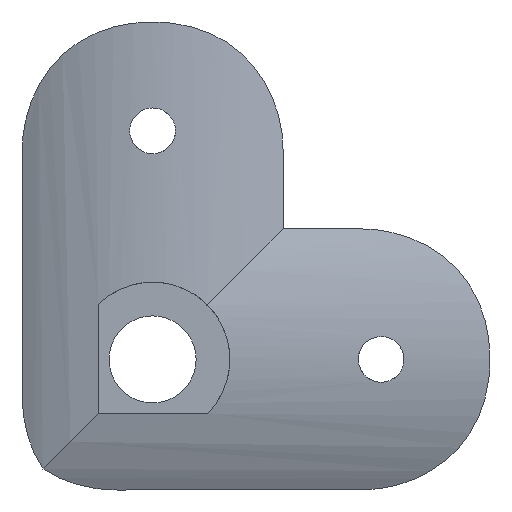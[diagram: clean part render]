
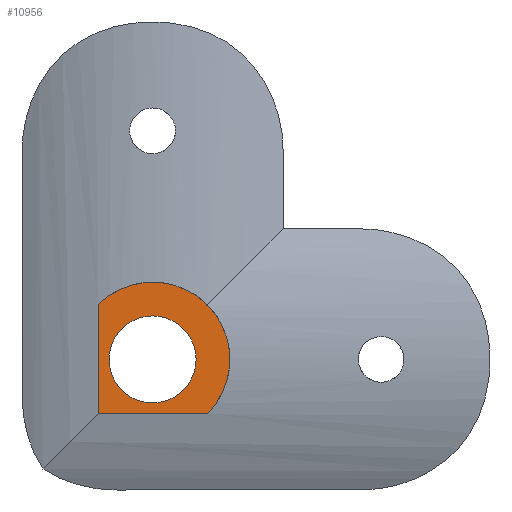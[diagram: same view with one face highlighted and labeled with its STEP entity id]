
A CAD part, front view. The second image highlights one B-rep face of the part: STEP entity #10956.
In plain terms, the highlighted planar face has unit normal (0, -1, 0).
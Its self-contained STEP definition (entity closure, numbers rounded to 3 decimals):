
#49 = CARTESIAN_POINT ( 'NONE',  ( 5.075, 0.5, -4.965 ) ) ;
#542 = ORIENTED_EDGE ( 'NONE', *, *, #12732, .F. ) ;
#582 = EDGE_CURVE ( 'NONE', #975, #8556, #6468, .T. ) ;
#655 = CARTESIAN_POINT ( 'NONE',  ( -4.965, 0.5, -4.965 ) ) ;
#675 = FACE_OUTER_BOUND ( 'NONE', #4769, .T. ) ;
#975 = VERTEX_POINT ( 'NONE', #49 ) ;
#993 = AXIS2_PLACEMENT_3D ( 'NONE', #6169, #11265, #9337 ) ;
#1054 = DIRECTION ( 'NONE',  ( 0., 0., 1. ) ) ;
#1087 = DIRECTION ( 'NONE',  ( 0., 0., -1. ) ) ;
#1181 = ORIENTED_EDGE ( 'NONE', *, *, #8564, .F. ) ;
#1306 = CARTESIAN_POINT ( 'NONE',  ( 0., 0.5, -4. ) ) ;
#1531 = VERTEX_POINT ( 'NONE', #655 ) ;
#1551 = VERTEX_POINT ( 'NONE', #4772 ) ;
#1604 = EDGE_LOOP ( 'NONE', ( #5355, #542 ) ) ;
#1683 = LINE ( 'NONE', #10023, #2128 ) ;
#1694 = CARTESIAN_POINT ( 'NONE',  ( 0., 0.5, 4. ) ) ;
#2128 = VECTOR ( 'NONE', #1054, 1000. ) ;
#2515 = DIRECTION ( 'NONE',  ( 0., 0., -1. ) ) ;
#2571 = AXIS2_PLACEMENT_3D ( 'NONE', #8040, #8894, #1087 ) ;
#2988 = CARTESIAN_POINT ( 'NONE',  ( 4.965, 0.5, 5.075 ) ) ;
#3193 = ORIENTED_EDGE ( 'NONE', *, *, #3194, .F. ) ;
#3194 = EDGE_CURVE ( 'NONE', #4199, #6202, #12027, .T. ) ;
#3578 = CARTESIAN_POINT ( 'NONE',  ( 0., 0.5, -4.965 ) ) ;
#3765 = EDGE_CURVE ( 'NONE', #7600, #1551, #4988, .T. ) ;
#4199 = VERTEX_POINT ( 'NONE', #2988 ) ;
#4275 = EDGE_CURVE ( 'NONE', #8556, #6202, #12030, .T. ) ;
#4455 = AXIS2_PLACEMENT_3D ( 'NONE', #1694, #8698, #10766 ) ;
#4668 = PLANE ( 'NONE',  #4455 ) ;
#4700 = DIRECTION ( 'NONE',  ( 0., -1., 0. ) ) ;
#4769 = EDGE_LOOP ( 'NONE', ( #5538, #3193, #8829, #1181, #9321, #10084 ) ) ;
#4772 = CARTESIAN_POINT ( 'NONE',  ( 0., 0.5, 4. ) ) ;
#4968 = CARTESIAN_POINT ( 'NONE',  ( 4.965, 0.5, 4.965 ) ) ;
#4988 = CIRCLE ( 'NONE', #2571, 4. ) ;
#5024 = CARTESIAN_POINT ( 'NONE',  ( 4.965, 0.5, -24.819 ) ) ;
#5355 = ORIENTED_EDGE ( 'NONE', *, *, #3765, .F. ) ;
#5538 = ORIENTED_EDGE ( 'NONE', *, *, #4275, .T. ) ;
#5671 = CARTESIAN_POINT ( 'NONE',  ( 0., 0.5, 0. ) ) ;
#5712 = FACE_BOUND ( 'NONE', #1604, .T. ) ;
#5965 = DIRECTION ( 'NONE',  ( 0., 0., -1. ) ) ;
#6169 = CARTESIAN_POINT ( 'NONE',  ( 0., 0.5, 0. ) ) ;
#6202 = VERTEX_POINT ( 'NONE', #4968 ) ;
#6468 = CIRCLE ( 'NONE', #6767, 7.1 ) ;
#6767 = AXIS2_PLACEMENT_3D ( 'NONE', #10843, #11812, #7862 ) ;
#7571 = CARTESIAN_POINT ( 'NONE',  ( -4.965, 0.5, 5.075 ) ) ;
#7600 = VERTEX_POINT ( 'NONE', #1306 ) ;
#7862 = DIRECTION ( 'NONE',  ( 0., 0., -1. ) ) ;
#8040 = CARTESIAN_POINT ( 'NONE',  ( 0., 0.5, 0. ) ) ;
#8173 = CARTESIAN_POINT ( 'NONE',  ( 5.075, 0.5, 4.965 ) ) ;
#8213 = LINE ( 'NONE', #3578, #9889 ) ;
#8556 = VERTEX_POINT ( 'NONE', #8173 ) ;
#8564 = EDGE_CURVE ( 'NONE', #1531, #11790, #1683, .T. ) ;
#8698 = DIRECTION ( 'NONE',  ( 0., -1., 0. ) ) ;
#8829 = ORIENTED_EDGE ( 'NONE', *, *, #10021, .T. ) ;
#8894 = DIRECTION ( 'NONE',  ( 0., -1., 0. ) ) ;
#9297 = CIRCLE ( 'NONE', #12557, 7.1 ) ;
#9321 = ORIENTED_EDGE ( 'NONE', *, *, #11796, .T. ) ;
#9337 = DIRECTION ( 'NONE',  ( 0., 0., -1. ) ) ;
#9889 = VECTOR ( 'NONE', #10516, 1000. ) ;
#10021 = EDGE_CURVE ( 'NONE', #4199, #11790, #9297, .T. ) ;
#10023 = CARTESIAN_POINT ( 'NONE',  ( -4.965, 0.5, -24.819 ) ) ;
#10084 = ORIENTED_EDGE ( 'NONE', *, *, #582, .T. ) ;
#10180 = CARTESIAN_POINT ( 'NONE',  ( 0., 0.5, 4.965 ) ) ;
#10516 = DIRECTION ( 'NONE',  ( 1., 0., 0. ) ) ;
#10766 = DIRECTION ( 'NONE',  ( 0., 0., -1. ) ) ;
#10843 = CARTESIAN_POINT ( 'NONE',  ( 0., 0.5, 0. ) ) ;
#10956 = ADVANCED_FACE ( 'NONE', ( #5712, #675 ), #4668, .T. ) ;
#11191 = DIRECTION ( 'NONE',  ( -1., 0., 0. ) ) ;
#11265 = DIRECTION ( 'NONE',  ( 0., -1., 0. ) ) ;
#11725 = VECTOR ( 'NONE', #5965, 1000. ) ;
#11790 = VERTEX_POINT ( 'NONE', #7571 ) ;
#11796 = EDGE_CURVE ( 'NONE', #1531, #975, #8213, .T. ) ;
#11812 = DIRECTION ( 'NONE',  ( 0., -1., 0. ) ) ;
#12027 = LINE ( 'NONE', #5024, #11725 ) ;
#12030 = LINE ( 'NONE', #10180, #12507 ) ;
#12507 = VECTOR ( 'NONE', #11191, 1000. ) ;
#12557 = AXIS2_PLACEMENT_3D ( 'NONE', #5671, #4700, #2515 ) ;
#12732 = EDGE_CURVE ( 'NONE', #1551, #7600, #12831, .T. ) ;
#12831 = CIRCLE ( 'NONE', #993, 4. ) ;
